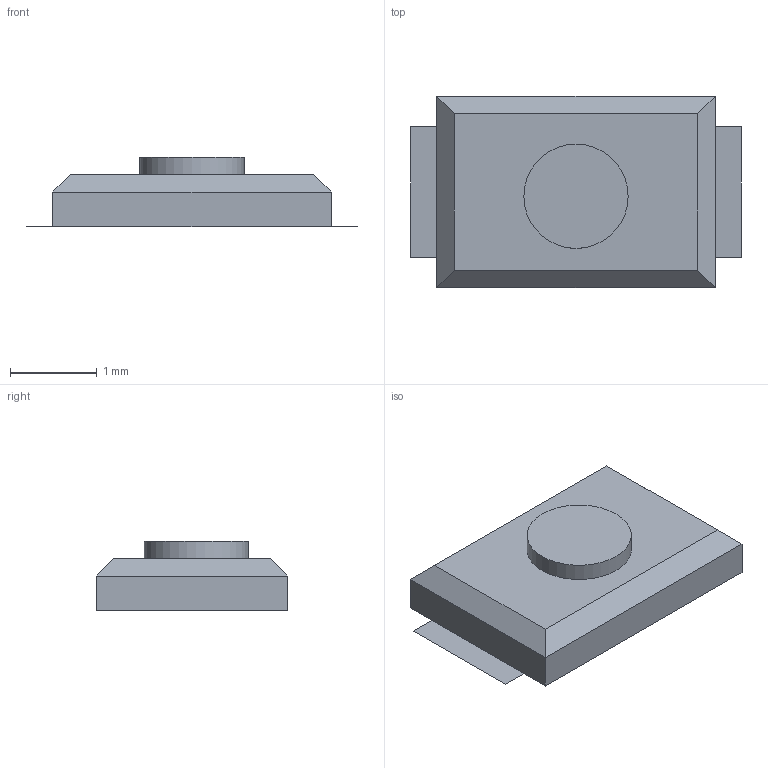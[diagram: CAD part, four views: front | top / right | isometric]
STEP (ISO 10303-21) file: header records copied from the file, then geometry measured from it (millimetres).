
FILE_DESCRIPTION(('FreeCAD Model'),'2;1');
FILE_NAME('TS2306A.step', '2019-09-05T21:54:46',('Author'),(''), 'Open CASCADE STEP processor 7.2','FreeCAD','Unknown');
FILE_SCHEMA(('AUTOMOTIVE_DESIGN { 1 0 10303 214 1 1 1 1 }'));
Length unit declared in the file: millimetre
Products named in the file (4): TS2306A-Body; Plane; Cylinder; Chamfer
Assembly tree (3 placements, depth 2):
  TS2306A-Body
    Plane
    Cylinder
    Chamfer
Bounding box: 3.8 x 2.2 x 0.8 mm (x, y, z)
Volume: 4.2 mm3; surface area: 27.9 mm2
Topology: 2 solids, 3 shells, 14 faces, 27 edges, 18 vertices
Faces by surface type: plane 13, cylinder 1
Full cylindrical faces by diameter (mm): 1.2 x1
Entity records: 517 total; most frequent: DIRECTION 65, CARTESIAN_POINT 63, ORIENTED_EDGE 50, EDGE_CURVE 27, LINE 25, VECTOR 25, AXIS2_PLACEMENT_3D 20, VERTEX_POINT 18
